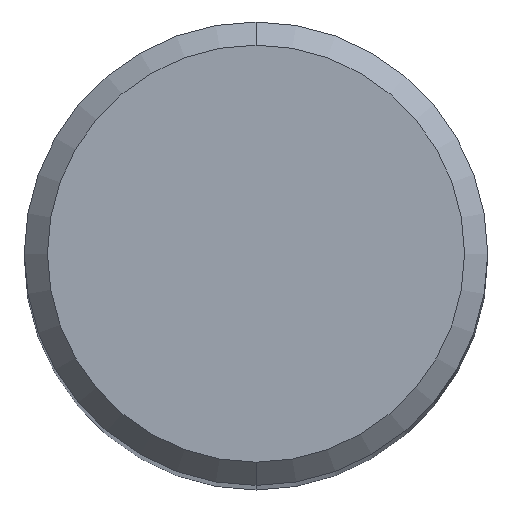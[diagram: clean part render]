
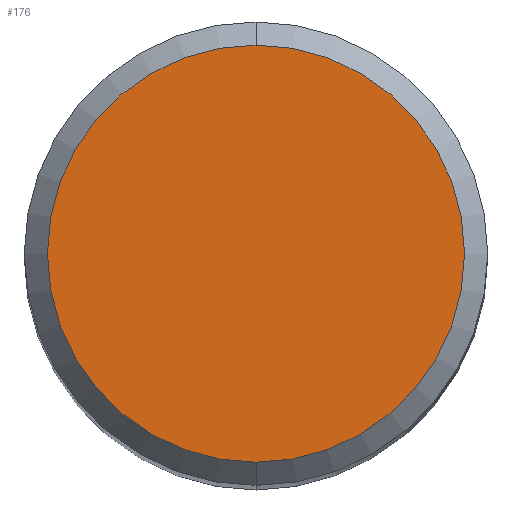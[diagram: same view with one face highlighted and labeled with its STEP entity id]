
A CAD part, top view. The second image highlights one B-rep face of the part: STEP entity #176.
In plain terms, the highlighted planar face has unit normal (0, 0, 1).
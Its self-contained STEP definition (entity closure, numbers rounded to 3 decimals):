
#176=ADVANCED_FACE('',(#477),#478,.T.);
#204=EDGE_CURVE('',#260,#224,#509,.T.);
#224=VERTEX_POINT('',#531);
#260=VERTEX_POINT('',#570);
#324=EDGE_CURVE('',#224,#260,#639,.T.);
#477=FACE_OUTER_BOUND('',#801,.T.);
#478=PLANE('',#802);
#509=CIRCLE('',#845,3.6);
#531=CARTESIAN_POINT('',(0.0,3.6,0.0));
#570=CARTESIAN_POINT('',(0.,-3.6,0.0));
#639=CIRCLE('',#1127,3.6);
#801=EDGE_LOOP('',(#1436,#1437));
#802=AXIS2_PLACEMENT_3D('',#1438,#1439,#1440);
#845=AXIS2_PLACEMENT_3D('',#1472,#1473,#1474);
#1127=AXIS2_PLACEMENT_3D('',#1593,#1594,#1595);
#1436=ORIENTED_EDGE('',*,*,#324,.F.);
#1437=ORIENTED_EDGE('',*,*,#204,.F.);
#1438=CARTESIAN_POINT('',(0.0,1.8,0.0));
#1439=DIRECTION('',(-0.0,0.0,1.0));
#1440=DIRECTION('',(0.0,-1.0,0.0));
#1472=CARTESIAN_POINT('',(0.0,0.0,0.0));
#1473=DIRECTION('',(0.0,0.0,-1.0));
#1474=DIRECTION('',(0.0,1.0,0.0));
#1593=CARTESIAN_POINT('',(0.0,0.0,0.0));
#1594=DIRECTION('',(0.0,0.0,-1.0));
#1595=DIRECTION('',(0.0,1.0,0.0));
